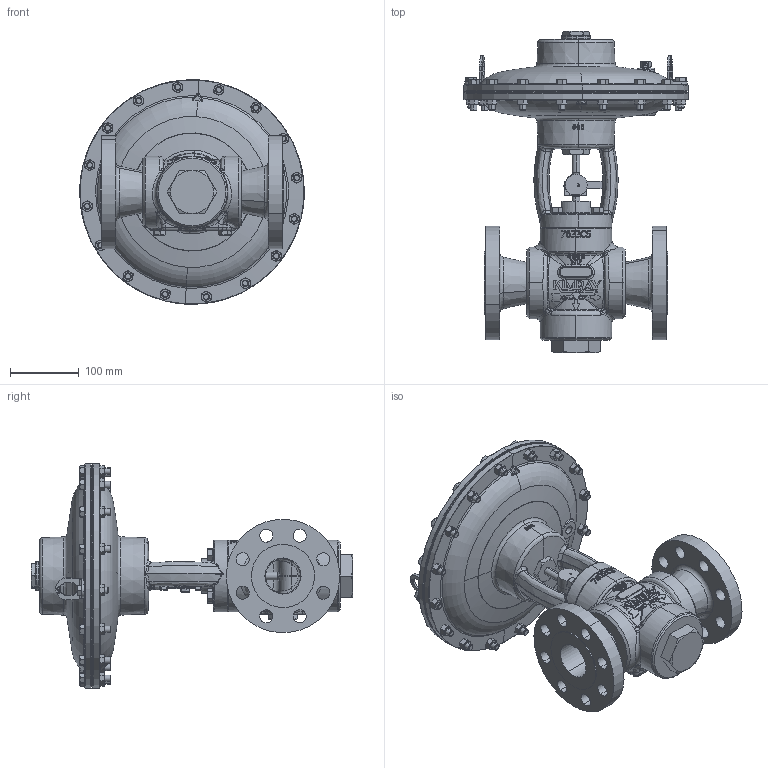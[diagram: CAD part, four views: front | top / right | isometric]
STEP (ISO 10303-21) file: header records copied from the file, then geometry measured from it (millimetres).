
FILE_DESCRIPTION (( 'STEP AP214' ), '1' );
FILE_NAME ('CVS2-HPCV.STEP', '2025-05-12T17:12:40', ( '' ), ( '' ), 'SwSTEP 2.0', 'SolidWorks 2024', '' );
FILE_SCHEMA (( 'AUTOMOTIVE_DESIGN' ));
Length unit declared in the file: inch
Products named in the file (1): CVS2-HPCV
Bounding box: 326.89 x 468.15 x 326.89 mm (x, y, z)
Volume: 7868574 mm3; surface area: 603770.4 mm2
Topology: 3 solids, 3 shells, 2704 faces, 6870 edges, 4283 vertices
Faces by surface type: plane 997, bspline 702, cone 445, cylinder 422, torus 97, sphere 41
Entity records: 140924 total; most frequent: CARTESIAN_POINT 83352, ORIENTED_EDGE 13650, DIRECTION 9357, EDGE_CURVE 6825, VERTEX_POINT 4280, AXIS2_PLACEMENT_3D 3588, EDGE_LOOP 2941, B_SPLINE_CURVE_WITH_KNOTS 2937
